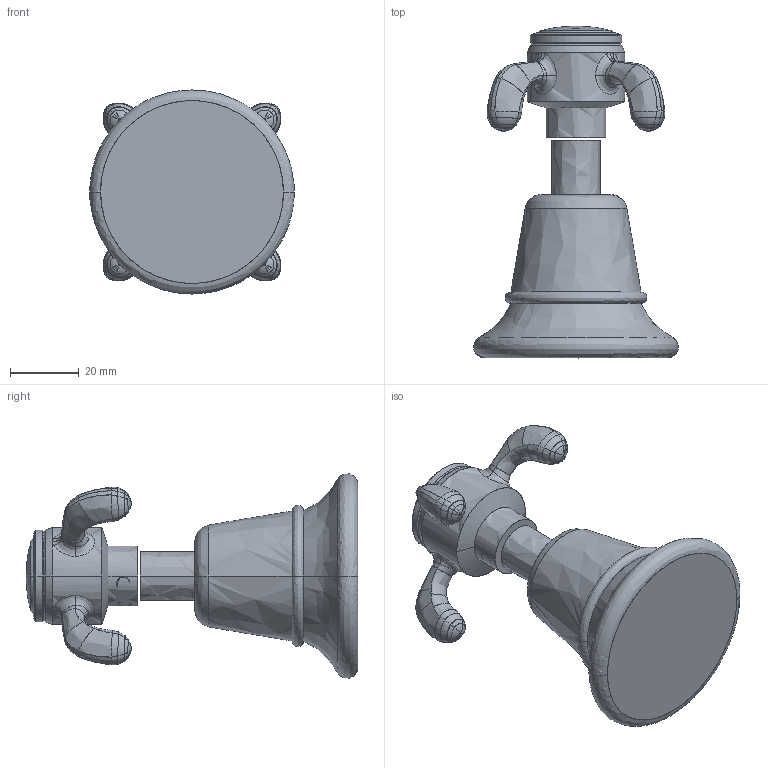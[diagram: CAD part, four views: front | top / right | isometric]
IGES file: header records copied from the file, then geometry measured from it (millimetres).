
Start section:  PTC IGES file: 3-284A.igs
Global section: file name: 3-284A.igs; native system: Pro/ENGINEER by Parametric Technology Corporation; preprocessor: 2009300; author: project; organization: Unknown; date: 20101102.120643; units: inch
Bounding box: 59.68 x 96.77 x 59.51 mm (x, y, z)
Surface area: 17949.3 mm2 (no closed solid volume)
Topology: 0 solids, 0 shells, 267 faces, 1130 edges, 1104 vertices
Faces by surface type: bspline 267
